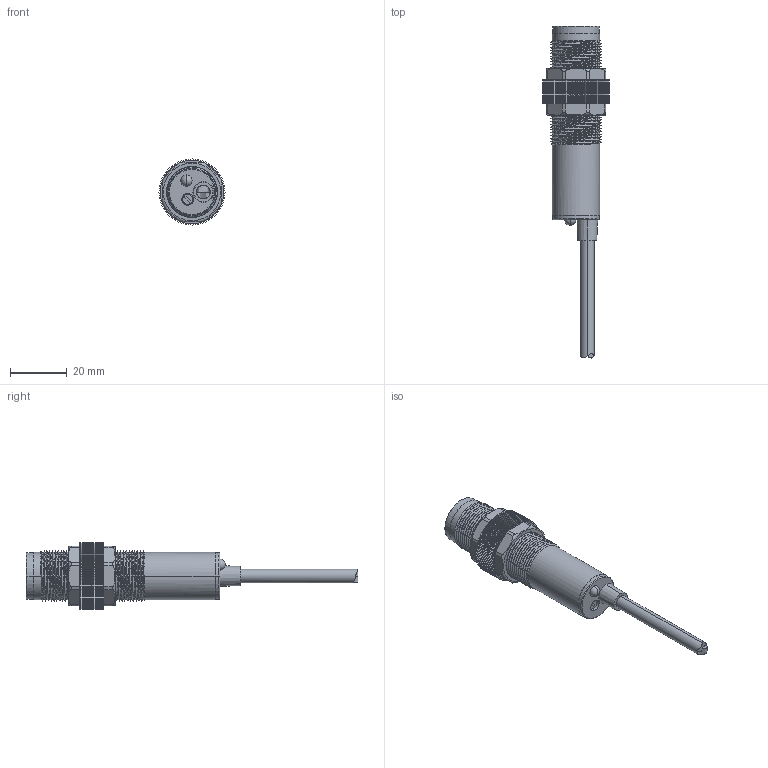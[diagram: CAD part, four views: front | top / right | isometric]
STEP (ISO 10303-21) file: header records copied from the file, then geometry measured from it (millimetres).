
FILE_DESCRIPTION((''),'2;1');
FILE_NAME('M1850N_ASM','2021-10-20T11:28:30',('Administrator'),(''),'CREO PARAMETRIC BY PTC INC, 2018400','CREO PARAMETRIC BY PTC INC, 2018400','');
FILE_SCHEMA(('CONFIG_CONTROL_DESIGN'));
Length unit declared in the file: millimetre
Products named in the file (3): M18-SHLEE_; M18-MUTS_; M1850N_ASM
Assembly tree (3 placements, depth 2):
  M1850N_ASM
    M18-SHLEE_
    M18-MUTS_  x2
Bounding box: 23.3 x 117.1 x 23.3 mm (x, y, z)
Volume: 18205.6 mm3; surface area: 9646.7 mm2
Topology: 3 solids, 3 shells, 970 faces, 2841 edges, 1884 vertices
Faces by surface type: plane 569, cylinder 349, bspline 38, torus 8, cone 2, extrusion 2, sphere 2
Entity records: 30885 total; most frequent: CARTESIAN_POINT 16506, ORIENTED_EDGE 3204, DIRECTION 2714, EDGE_CURVE 1602, VERTEX_POINT 1061, VECTOR 1030, LINE 1028, AXIS2_PLACEMENT_3D 842
